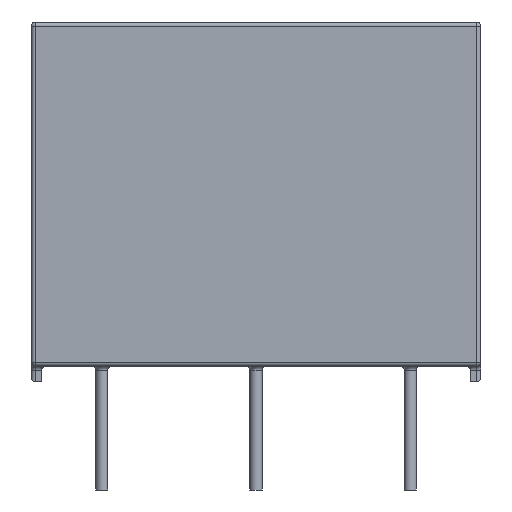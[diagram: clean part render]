
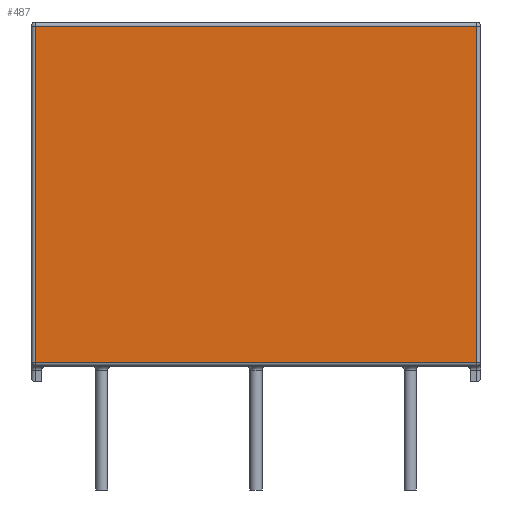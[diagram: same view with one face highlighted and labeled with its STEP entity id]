
A CAD part, left-side view. The second image highlights one B-rep face of the part: STEP entity #487.
In plain terms, the highlighted planar face has unit normal (-1, 0, 0).
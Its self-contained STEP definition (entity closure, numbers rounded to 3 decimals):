
#487 = ADVANCED_FACE( '', ( #1058 ), #1059, .F. );
#1058 = FACE_OUTER_BOUND( '', #6395, .T. );
#1059 = PLANE( '', #6396 );
#6395 = EDGE_LOOP( '', ( #13002, #13003, #13004, #13005 ) );
#6396 = AXIS2_PLACEMENT_3D( '', #13006, #13007, #13008 );
#13002 = ORIENTED_EDGE( '', *, *, #14025, .T. );
#13003 = ORIENTED_EDGE( '', *, *, #14026, .T. );
#13004 = ORIENTED_EDGE( '', *, *, #13713, .T. );
#13005 = ORIENTED_EDGE( '', *, *, #13918, .T. );
#13006 = CARTESIAN_POINT( '', ( -16.85, 11.1, 17. ) );
#13007 = DIRECTION( '', ( 1., 0., 0. ) );
#13008 = DIRECTION( '', ( 0., 0., -1. ) );
#13713 = EDGE_CURVE( '', #14289, #14509, #14511, .F. );
#13918 = EDGE_CURVE( '', #14509, #14805, #14807, .T. );
#14025 = EDGE_CURVE( '', #14805, #14945, #14946, .T. );
#14026 = EDGE_CURVE( '', #14945, #14289, #14947, .F. );
#14289 = VERTEX_POINT( '', #15769 );
#14509 = VERTEX_POINT( '', #16182 );
#14511 = LINE( '', #16184, #16185 );
#14805 = VERTEX_POINT( '', #17012 );
#14807 = LINE( '', #17014, #17015 );
#14945 = VERTEX_POINT( '', #18153 );
#14946 = LINE( '', #18154, #18155 );
#14947 = LINE( '', #18156, #18157 );
#15769 = CARTESIAN_POINT( '', ( -16.85, -10.9, 16.8 ) );
#16182 = CARTESIAN_POINT( '', ( -16.85, 10.9, 16.8 ) );
#16184 = CARTESIAN_POINT( '', ( -16.85, 11.1, 16.8 ) );
#16185 = VECTOR( '', #18763, 1000. );
#17012 = CARTESIAN_POINT( '', ( -16.85, 10.9, 0.2 ) );
#17014 = CARTESIAN_POINT( '', ( -16.85, 10.9, 17. ) );
#17015 = VECTOR( '', #18958, 1000. );
#18153 = CARTESIAN_POINT( '', ( -16.85, -10.9, 0.2 ) );
#18154 = CARTESIAN_POINT( '', ( -16.85, 11.1, 0.2 ) );
#18155 = VECTOR( '', #19021, 1000. );
#18156 = CARTESIAN_POINT( '', ( -16.85, -10.9, 17. ) );
#18157 = VECTOR( '', #19022, 1000. );
#18763 = DIRECTION( '', ( 0., -1., 0. ) );
#18958 = DIRECTION( '', ( 0., 0., -1. ) );
#19021 = DIRECTION( '', ( 0., -1., 0. ) );
#19022 = DIRECTION( '', ( 0., 0., -1. ) );
